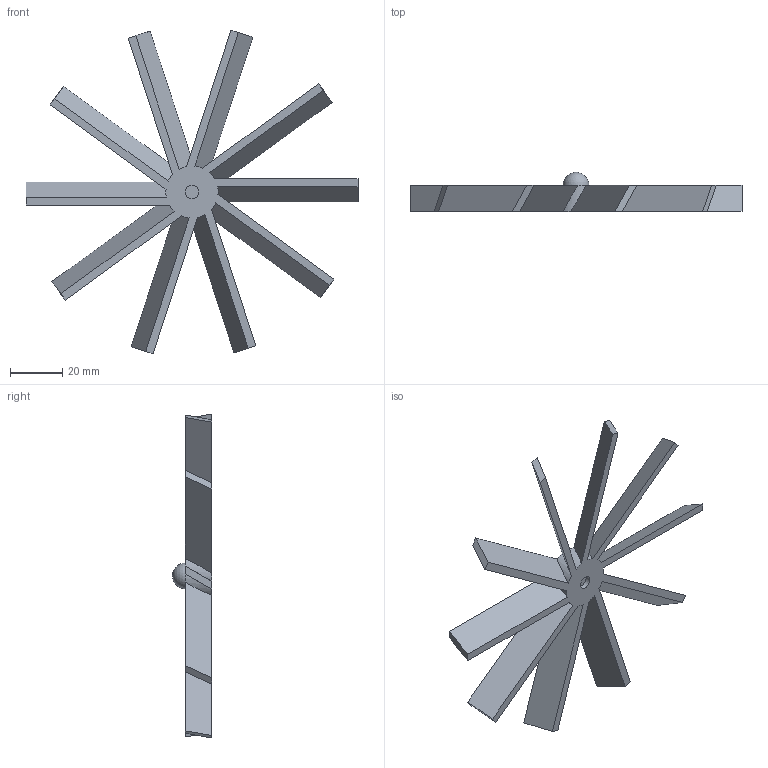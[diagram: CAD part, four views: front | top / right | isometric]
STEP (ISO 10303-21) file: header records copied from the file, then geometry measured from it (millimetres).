
FILE_DESCRIPTION(/* description */ (''),/* implementation_level */ '2;1');
FILE_NAME(/* name */ 'AERO - Propeller_ipt_36a575e7.STEP',/* time_stamp */ '2021-01-21T14:33:02+11:00',/* author */ ('garciar1'),/* organization */ (''),/* preprocessor_version */ 'ST-DEVELOPER v18.1',/* originating_system */ 'Autodesk Inventor 2021',/* authorisation */ '');
FILE_SCHEMA (('AUTOMOTIVE_DESIGN { 1 0 10303 214 3 1 1 }'));
Length unit declared in the file: millimetre
Products named in the file (1): AERO - Propeller
Bounding box: 127 x 15 x 123.87 mm (x, y, z)
Volume: 19474.1 mm3; surface area: 17019.6 mm2
Topology: 1 solids, 1 shells, 45 faces, 129 edges, 87 vertices
Faces by surface type: plane 33, cylinder 11, sphere 1
Full cylindrical faces by diameter (mm): 5 x1
Entity records: 1530 total; most frequent: DIRECTION 267, CARTESIAN_POINT 261, ORIENTED_EDGE 256, EDGE_CURVE 128, AXIS2_PLACEMENT_3D 93, VERTEX_POINT 87, LINE 81, VECTOR 81
